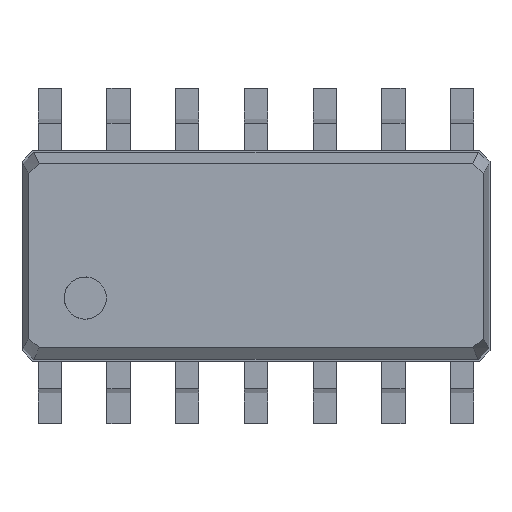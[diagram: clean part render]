
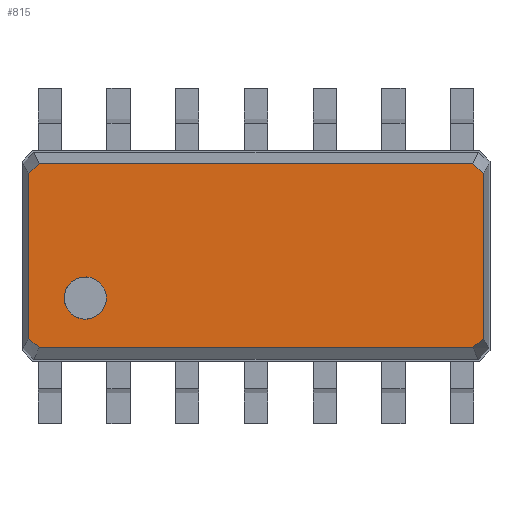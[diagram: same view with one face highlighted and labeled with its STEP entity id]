
A CAD part, top view. The second image highlights one B-rep face of the part: STEP entity #815.
In plain terms, the highlighted free-form (B-spline) face has degree [1, 1] with [2, 2] control points.
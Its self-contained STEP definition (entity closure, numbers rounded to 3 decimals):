
#644 = VERTEX_POINT('',#645);
#645 = CARTESIAN_POINT('',(-4.2,-1.526,1.7));
#652 = VERTEX_POINT('',#653);
#653 = CARTESIAN_POINT('',(-4.2,1.526,1.7));
#658 = EDGE_CURVE('',#644,#652,#659,.T.);
#659 = B_SPLINE_CURVE_WITH_KNOTS('',1,(#660,#661),.UNSPECIFIED.,.F.,.F.,
  (2,2),(0.,3.5),.PIECEWISE_BEZIER_KNOTS.);
#660 = CARTESIAN_POINT('',(-4.2,-1.526,1.7));
#661 = CARTESIAN_POINT('',(-4.2,1.526,1.7));
#674 = VERTEX_POINT('',#675);
#675 = CARTESIAN_POINT('',(-4.006,1.7,1.7));
#680 = EDGE_CURVE('',#652,#674,#681,.T.);
#681 = B_SPLINE_CURVE_WITH_KNOTS('',1,(#682,#683),.UNSPECIFIED.,.F.,.F.,
  (2,2),(0.,0.283),.PIECEWISE_BEZIER_KNOTS.);
#682 = CARTESIAN_POINT('',(-4.2,1.526,1.7));
#683 = CARTESIAN_POINT('',(-4.006,1.7,1.7));
#696 = VERTEX_POINT('',#697);
#697 = CARTESIAN_POINT('',(4.006,1.7,1.7));
#702 = EDGE_CURVE('',#674,#696,#703,.T.);
#703 = B_SPLINE_CURVE_WITH_KNOTS('',1,(#704,#705),.UNSPECIFIED.,.F.,.F.,
  (2,2),(0.,8.25),.PIECEWISE_BEZIER_KNOTS.);
#704 = CARTESIAN_POINT('',(-4.006,1.7,1.7));
#705 = CARTESIAN_POINT('',(4.006,1.7,1.7));
#718 = VERTEX_POINT('',#719);
#719 = CARTESIAN_POINT('',(4.2,1.526,1.7));
#724 = EDGE_CURVE('',#696,#718,#725,.T.);
#725 = B_SPLINE_CURVE_WITH_KNOTS('',1,(#726,#727),.UNSPECIFIED.,.F.,.F.,
  (2,2),(0.,0.283),.PIECEWISE_BEZIER_KNOTS.);
#726 = CARTESIAN_POINT('',(4.006,1.7,1.7));
#727 = CARTESIAN_POINT('',(4.2,1.526,1.7));
#740 = VERTEX_POINT('',#741);
#741 = CARTESIAN_POINT('',(4.2,-1.526,1.7));
#746 = EDGE_CURVE('',#718,#740,#747,.T.);
#747 = B_SPLINE_CURVE_WITH_KNOTS('',1,(#748,#749),.UNSPECIFIED.,.F.,.F.,
  (2,2),(0.,3.5),.PIECEWISE_BEZIER_KNOTS.);
#748 = CARTESIAN_POINT('',(4.2,1.526,1.7));
#749 = CARTESIAN_POINT('',(4.2,-1.526,1.7));
#762 = VERTEX_POINT('',#763);
#763 = CARTESIAN_POINT('',(4.006,-1.7,1.7));
#768 = EDGE_CURVE('',#740,#762,#769,.T.);
#769 = B_SPLINE_CURVE_WITH_KNOTS('',1,(#770,#771),.UNSPECIFIED.,.F.,.F.,
  (2,2),(0.,0.283),.PIECEWISE_BEZIER_KNOTS.);
#770 = CARTESIAN_POINT('',(4.2,-1.526,1.7));
#771 = CARTESIAN_POINT('',(4.006,-1.7,1.7));
#784 = VERTEX_POINT('',#785);
#785 = CARTESIAN_POINT('',(-4.006,-1.7,1.7));
#790 = EDGE_CURVE('',#762,#784,#791,.T.);
#791 = B_SPLINE_CURVE_WITH_KNOTS('',1,(#792,#793),.UNSPECIFIED.,.F.,.F.,
  (2,2),(0.,8.25),.PIECEWISE_BEZIER_KNOTS.);
#792 = CARTESIAN_POINT('',(4.006,-1.7,1.7));
#793 = CARTESIAN_POINT('',(-4.006,-1.7,1.7));
#806 = EDGE_CURVE('',#784,#644,#807,.T.);
#807 = B_SPLINE_CURVE_WITH_KNOTS('',1,(#808,#809),.UNSPECIFIED.,.F.,.F.,
  (2,2),(0.,0.283),.PIECEWISE_BEZIER_KNOTS.);
#808 = CARTESIAN_POINT('',(-4.006,-1.7,1.7));
#809 = CARTESIAN_POINT('',(-4.2,-1.526,1.7));
#815 = ADVANCED_FACE('',(#816,#826),#914,.F.);
#816 = FACE_BOUND('',#817,.F.);
#817 = EDGE_LOOP('',(#818,#819,#820,#821,#822,#823,#824,#825));
#818 = ORIENTED_EDGE('',*,*,#806,.T.);
#819 = ORIENTED_EDGE('',*,*,#658,.T.);
#820 = ORIENTED_EDGE('',*,*,#680,.T.);
#821 = ORIENTED_EDGE('',*,*,#702,.T.);
#822 = ORIENTED_EDGE('',*,*,#724,.T.);
#823 = ORIENTED_EDGE('',*,*,#746,.T.);
#824 = ORIENTED_EDGE('',*,*,#768,.T.);
#825 = ORIENTED_EDGE('',*,*,#790,.T.);
#826 = FACE_BOUND('',#827,.F.);
#827 = EDGE_LOOP('',(#828,#897));
#828 = ORIENTED_EDGE('',*,*,#829,.T.);
#829 = EDGE_CURVE('',#830,#832,#834,.T.);
#830 = VERTEX_POINT('',#831);
#831 = CARTESIAN_POINT('',(-2.765,-0.78,1.7));
#832 = VERTEX_POINT('',#833);
#833 = CARTESIAN_POINT('',(-2.821,-0.981,1.7));
#834 = B_SPLINE_CURVE_WITH_KNOTS('',6,(#835,#836,#837,#838,#839,#840,
    #841,#842,#843,#844,#845,#846,#847,#848,#849,#850,#851,#852,#853,
    #854,#855,#856,#857,#858,#859,#860,#861,#862,#863,#864,#865,#866,
    #867,#868,#869,#870,#871,#872,#873,#874,#875,#876,#877,#878,#879,
    #880,#881,#882,#883,#884,#885,#886,#887,#888,#889,#890,#891,#892,
    #893,#894,#895,#896),.UNSPECIFIED.,.F.,.F.,(7,5,5,5,5,5,5,5,5,5,5,5,
    7),(0.,0.139,0.184,0.273,0.363,
    0.409,0.548,0.641,0.687,
    0.733,0.822,0.933,1.),.UNSPECIFIED.);
#835 = CARTESIAN_POINT('',(-2.765,-0.78,1.7));
#836 = CARTESIAN_POINT('',(-2.765,-0.729,1.7));
#837 = CARTESIAN_POINT('',(-2.773,-0.677,1.7));
#838 = CARTESIAN_POINT('',(-2.789,-0.627,1.7));
#839 = CARTESIAN_POINT('',(-2.814,-0.58,1.7));
#840 = CARTESIAN_POINT('',(-2.845,-0.538,1.7));
#841 = CARTESIAN_POINT('',(-2.894,-0.49,1.7));
#842 = CARTESIAN_POINT('',(-2.906,-0.479,1.7));
#843 = CARTESIAN_POINT('',(-2.919,-0.468,1.7));
#844 = CARTESIAN_POINT('',(-2.933,-0.459,1.7));
#845 = CARTESIAN_POINT('',(-2.947,-0.45,1.7));
#846 = CARTESIAN_POINT('',(-2.991,-0.425,1.7));
#847 = CARTESIAN_POINT('',(-3.021,-0.411,1.7));
#848 = CARTESIAN_POINT('',(-3.053,-0.401,1.7));
#849 = CARTESIAN_POINT('',(-3.086,-0.394,1.7));
#850 = CARTESIAN_POINT('',(-3.12,-0.39,1.7));
#851 = CARTESIAN_POINT('',(-3.187,-0.39,1.7));
#852 = CARTESIAN_POINT('',(-3.221,-0.393,1.7));
#853 = CARTESIAN_POINT('',(-3.254,-0.4,1.7));
#854 = CARTESIAN_POINT('',(-3.287,-0.41,1.7));
#855 = CARTESIAN_POINT('',(-3.318,-0.424,1.7));
#856 = CARTESIAN_POINT('',(-3.362,-0.449,1.7));
#857 = CARTESIAN_POINT('',(-3.377,-0.458,1.7));
#858 = CARTESIAN_POINT('',(-3.391,-0.468,1.7));
#859 = CARTESIAN_POINT('',(-3.404,-0.479,1.7));
#860 = CARTESIAN_POINT('',(-3.417,-0.49,1.7));
#861 = CARTESIAN_POINT('',(-3.466,-0.539,1.7));
#862 = CARTESIAN_POINT('',(-3.497,-0.581,1.7));
#863 = CARTESIAN_POINT('',(-3.521,-0.628,1.7));
#864 = CARTESIAN_POINT('',(-3.537,-0.678,1.7));
#865 = CARTESIAN_POINT('',(-3.545,-0.73,1.7));
#866 = CARTESIAN_POINT('',(-3.545,-0.816,1.7));
#867 = CARTESIAN_POINT('',(-3.541,-0.85,1.7));
#868 = CARTESIAN_POINT('',(-3.534,-0.884,1.7));
#869 = CARTESIAN_POINT('',(-3.523,-0.917,1.7));
#870 = CARTESIAN_POINT('',(-3.508,-0.948,1.7));
#871 = CARTESIAN_POINT('',(-3.482,-0.993,1.7));
#872 = CARTESIAN_POINT('',(-3.473,-1.007,1.7));
#873 = CARTESIAN_POINT('',(-3.462,-1.021,1.7));
#874 = CARTESIAN_POINT('',(-3.451,-1.034,1.7));
#875 = CARTESIAN_POINT('',(-3.44,-1.047,1.7));
#876 = CARTESIAN_POINT('',(-3.415,-1.071,1.7));
#877 = CARTESIAN_POINT('',(-3.402,-1.082,1.7));
#878 = CARTESIAN_POINT('',(-3.389,-1.093,1.7));
#879 = CARTESIAN_POINT('',(-3.375,-1.103,1.7));
#880 = CARTESIAN_POINT('',(-3.361,-1.112,1.7));
#881 = CARTESIAN_POINT('',(-3.317,-1.136,1.7));
#882 = CARTESIAN_POINT('',(-3.286,-1.15,1.7));
#883 = CARTESIAN_POINT('',(-3.254,-1.16,1.7));
#884 = CARTESIAN_POINT('',(-3.221,-1.167,1.7));
#885 = CARTESIAN_POINT('',(-3.187,-1.17,1.7));
#886 = CARTESIAN_POINT('',(-3.112,-1.17,1.7));
#887 = CARTESIAN_POINT('',(-3.07,-1.164,1.7));
#888 = CARTESIAN_POINT('',(-3.029,-1.153,1.7));
#889 = CARTESIAN_POINT('',(-2.99,-1.137,1.7));
#890 = CARTESIAN_POINT('',(-2.953,-1.116,1.7));
#891 = CARTESIAN_POINT('',(-2.9,-1.076,1.7));
#892 = CARTESIAN_POINT('',(-2.882,-1.06,1.7));
#893 = CARTESIAN_POINT('',(-2.864,-1.042,1.7));
#894 = CARTESIAN_POINT('',(-2.848,-1.023,1.7));
#895 = CARTESIAN_POINT('',(-2.834,-1.003,1.7));
#896 = CARTESIAN_POINT('',(-2.821,-0.981,1.7));
#897 = ORIENTED_EDGE('',*,*,#898,.T.);
#898 = EDGE_CURVE('',#832,#830,#899,.T.);
#899 = B_SPLINE_CURVE_WITH_KNOTS('',4,(#900,#901,#902,#903,#904,#905,
    #906,#907,#908,#909,#910,#911,#912,#913),.UNSPECIFIED.,.F.,.F.,(5,3,
    3,3,5),(0.,0.525,0.77,0.884,1.),
  .UNSPECIFIED.);
#900 = CARTESIAN_POINT('',(-2.821,-0.981,1.7));
#901 = CARTESIAN_POINT('',(-2.807,-0.958,1.7));
#902 = CARTESIAN_POINT('',(-2.795,-0.932,1.7));
#903 = CARTESIAN_POINT('',(-2.785,-0.906,1.7));
#904 = CARTESIAN_POINT('',(-2.775,-0.867,1.7));
#905 = CARTESIAN_POINT('',(-2.772,-0.854,1.7));
#906 = CARTESIAN_POINT('',(-2.77,-0.841,1.7));
#907 = CARTESIAN_POINT('',(-2.767,-0.822,1.7));
#908 = CARTESIAN_POINT('',(-2.767,-0.816,1.7));
#909 = CARTESIAN_POINT('',(-2.766,-0.81,1.7));
#910 = CARTESIAN_POINT('',(-2.765,-0.798,1.7));
#911 = CARTESIAN_POINT('',(-2.765,-0.792,1.7));
#912 = CARTESIAN_POINT('',(-2.765,-0.786,1.7));
#913 = CARTESIAN_POINT('',(-2.765,-0.78,1.7));
#914 = B_SPLINE_SURFACE_WITH_KNOTS('',1,1,(
    (#915,#916)
    ,(#917,#918
    )),.UNSPECIFIED.,.F.,.F.,.F.,(2,2),(2,2),(-4.325,4.325),(-1.95,1.95)
  ,.PIECEWISE_BEZIER_KNOTS.);
#915 = CARTESIAN_POINT('',(4.2,-1.7,1.7));
#916 = CARTESIAN_POINT('',(4.2,1.7,1.7));
#917 = CARTESIAN_POINT('',(-4.2,-1.7,1.7));
#918 = CARTESIAN_POINT('',(-4.2,1.7,1.7));
